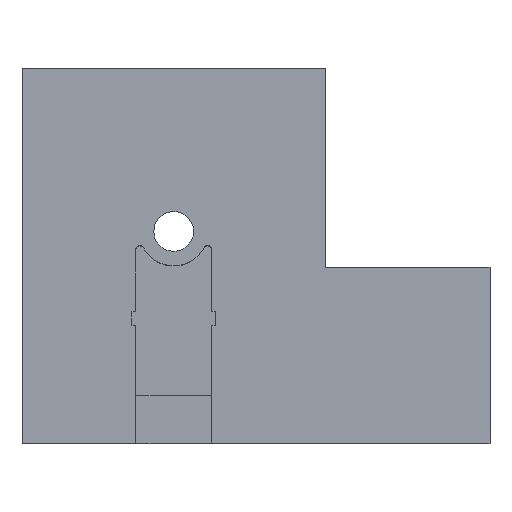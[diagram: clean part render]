
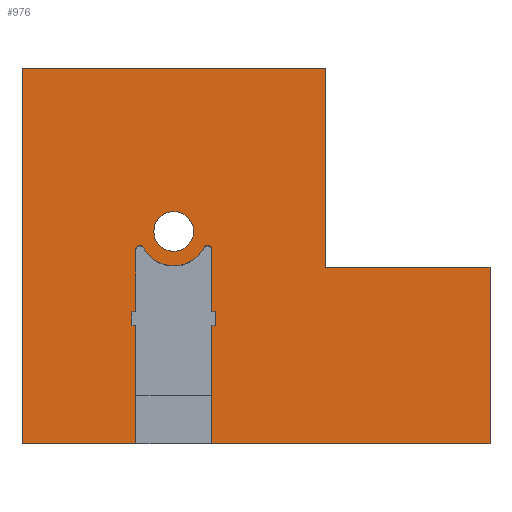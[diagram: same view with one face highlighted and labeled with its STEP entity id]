
A CAD part, top view. The second image highlights one B-rep face of the part: STEP entity #976.
In plain terms, the highlighted planar face has unit normal (0, 0, 1).
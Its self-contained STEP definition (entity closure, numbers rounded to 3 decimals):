
#812=AXIS2_PLACEMENT_3D('Plane Axis2P3D',#809,#810,#811) ;
#884=AXIS2_PLACEMENT_3D('Circle Axis2P3D',#882,#883,$) ;
#891=AXIS2_PLACEMENT_3D('Circle Axis2P3D',#889,#890,$) ;
#898=AXIS2_PLACEMENT_3D('Circle Axis2P3D',#896,#897,$) ;
#960=AXIS2_PLACEMENT_3D('Circle Axis2P3D',#958,#959,$) ;
#969=AXIS2_PLACEMENT_3D('Circle Axis2P3D',#967,#968,$) ;
#36=CARTESIAN_POINT('Line Origine',(4.29,0.,14.9)) ;
#40=CARTESIAN_POINT('Vertex',(8.58,0.,14.9)) ;
#42=CARTESIAN_POINT('Vertex',(0.,0.,14.9)) ;
#63=CARTESIAN_POINT('Vertex',(35.26,0.,14.9)) ;
#66=CARTESIAN_POINT('Line Origine',(24.77,0.,14.9)) ;
#70=CARTESIAN_POINT('Vertex',(14.28,0.,14.9)) ;
#809=CARTESIAN_POINT('Axis2P3D Location',(0.,28.3,14.9)) ;
#814=CARTESIAN_POINT('Line Origine',(35.26,6.65,14.9)) ;
#818=CARTESIAN_POINT('Vertex',(35.26,13.3,14.9)) ;
#821=CARTESIAN_POINT('Line Origine',(29.06,13.3,14.9)) ;
#825=CARTESIAN_POINT('Vertex',(22.86,13.3,14.9)) ;
#828=CARTESIAN_POINT('Line Origine',(22.86,20.8,14.9)) ;
#832=CARTESIAN_POINT('Vertex',(22.86,28.3,14.9)) ;
#835=CARTESIAN_POINT('Line Origine',(11.43,28.3,14.9)) ;
#839=CARTESIAN_POINT('Vertex',(0.,28.3,14.9)) ;
#842=CARTESIAN_POINT('Line Origine',(0.,14.15,14.9)) ;
#847=CARTESIAN_POINT('Line Origine',(8.58,4.45,14.9)) ;
#851=CARTESIAN_POINT('Vertex',(8.58,8.9,14.9)) ;
#854=CARTESIAN_POINT('Line Origine',(8.43,8.9,14.9)) ;
#858=CARTESIAN_POINT('Vertex',(8.28,8.9,14.9)) ;
#861=CARTESIAN_POINT('Line Origine',(8.28,9.425,14.9)) ;
#865=CARTESIAN_POINT('Vertex',(8.28,9.95,14.9)) ;
#868=CARTESIAN_POINT('Line Origine',(8.43,9.95,14.9)) ;
#872=CARTESIAN_POINT('Vertex',(8.58,9.95,14.9)) ;
#875=CARTESIAN_POINT('Line Origine',(8.58,12.284,14.9)) ;
#879=CARTESIAN_POINT('Vertex',(8.58,14.619,14.9)) ;
#882=CARTESIAN_POINT('Axis2P3D Location',(8.88,14.619,14.9)) ;
#886=CARTESIAN_POINT('Vertex',(9.144,14.762,14.9)) ;
#889=CARTESIAN_POINT('Axis2P3D Location',(11.43,16.,14.9)) ;
#893=CARTESIAN_POINT('Vertex',(13.716,14.762,14.9)) ;
#896=CARTESIAN_POINT('Axis2P3D Location',(13.98,14.619,14.9)) ;
#900=CARTESIAN_POINT('Vertex',(14.28,14.619,14.9)) ;
#903=CARTESIAN_POINT('Line Origine',(14.28,12.284,14.9)) ;
#907=CARTESIAN_POINT('Vertex',(14.28,9.95,14.9)) ;
#910=CARTESIAN_POINT('Line Origine',(14.43,9.95,14.9)) ;
#914=CARTESIAN_POINT('Vertex',(14.58,9.95,14.9)) ;
#917=CARTESIAN_POINT('Line Origine',(14.58,9.425,14.9)) ;
#921=CARTESIAN_POINT('Vertex',(14.58,8.9,14.9)) ;
#924=CARTESIAN_POINT('Line Origine',(14.43,8.9,14.9)) ;
#928=CARTESIAN_POINT('Vertex',(14.28,8.9,14.9)) ;
#931=CARTESIAN_POINT('Line Origine',(14.28,4.45,14.9)) ;
#958=CARTESIAN_POINT('Axis2P3D Location',(11.43,16.,14.9)) ;
#962=CARTESIAN_POINT('Vertex',(12.93,16.,14.9)) ;
#964=CARTESIAN_POINT('Vertex',(9.93,16.,14.9)) ;
#967=CARTESIAN_POINT('Axis2P3D Location',(11.43,16.,14.9)) ;
#37=DIRECTION('Vector Direction',(-1.,0.,0.)) ;
#67=DIRECTION('Vector Direction',(-1.,0.,0.)) ;
#810=DIRECTION('Axis2P3D Direction',(-0.,0.,1.)) ;
#811=DIRECTION('Axis2P3D XDirection',(0.,-1.,0.)) ;
#815=DIRECTION('Vector Direction',(0.,1.,0.)) ;
#822=DIRECTION('Vector Direction',(-1.,0.,0.)) ;
#829=DIRECTION('Vector Direction',(0.,-1.,0.)) ;
#836=DIRECTION('Vector Direction',(1.,0.,0.)) ;
#843=DIRECTION('Vector Direction',(0.,-1.,0.)) ;
#848=DIRECTION('Vector Direction',(0.,-1.,0.)) ;
#855=DIRECTION('Vector Direction',(1.,0.,0.)) ;
#862=DIRECTION('Vector Direction',(0.,-1.,0.)) ;
#869=DIRECTION('Vector Direction',(-1.,0.,0.)) ;
#876=DIRECTION('Vector Direction',(0.,-1.,0.)) ;
#883=DIRECTION('Axis2P3D Direction',(-0.,0.,1.)) ;
#890=DIRECTION('Axis2P3D Direction',(-0.,0.,1.)) ;
#897=DIRECTION('Axis2P3D Direction',(-0.,0.,1.)) ;
#904=DIRECTION('Vector Direction',(0.,1.,0.)) ;
#911=DIRECTION('Vector Direction',(-1.,0.,0.)) ;
#918=DIRECTION('Vector Direction',(0.,1.,0.)) ;
#925=DIRECTION('Vector Direction',(1.,0.,0.)) ;
#932=DIRECTION('Vector Direction',(0.,1.,0.)) ;
#959=DIRECTION('Axis2P3D Direction',(-0.,0.,1.)) ;
#968=DIRECTION('Axis2P3D Direction',(-0.,0.,1.)) ;
#38=VECTOR('Line Direction',#37,1.) ;
#68=VECTOR('Line Direction',#67,1.) ;
#816=VECTOR('Line Direction',#815,1.) ;
#823=VECTOR('Line Direction',#822,1.) ;
#830=VECTOR('Line Direction',#829,1.) ;
#837=VECTOR('Line Direction',#836,1.) ;
#844=VECTOR('Line Direction',#843,1.) ;
#849=VECTOR('Line Direction',#848,1.) ;
#856=VECTOR('Line Direction',#855,1.) ;
#863=VECTOR('Line Direction',#862,1.) ;
#870=VECTOR('Line Direction',#869,1.) ;
#877=VECTOR('Line Direction',#876,1.) ;
#905=VECTOR('Line Direction',#904,1.) ;
#912=VECTOR('Line Direction',#911,1.) ;
#919=VECTOR('Line Direction',#918,1.) ;
#926=VECTOR('Line Direction',#925,1.) ;
#933=VECTOR('Line Direction',#932,1.) ;
#937=ORIENTED_EDGE('',*,*,#72,.F.) ;
#938=ORIENTED_EDGE('',*,*,#820,.T.) ;
#939=ORIENTED_EDGE('',*,*,#827,.T.) ;
#940=ORIENTED_EDGE('',*,*,#834,.T.) ;
#941=ORIENTED_EDGE('',*,*,#841,.F.) ;
#942=ORIENTED_EDGE('',*,*,#846,.F.) ;
#943=ORIENTED_EDGE('',*,*,#44,.F.) ;
#944=ORIENTED_EDGE('',*,*,#853,.F.) ;
#945=ORIENTED_EDGE('',*,*,#860,.F.) ;
#946=ORIENTED_EDGE('',*,*,#867,.F.) ;
#947=ORIENTED_EDGE('',*,*,#874,.F.) ;
#948=ORIENTED_EDGE('',*,*,#881,.F.) ;
#949=ORIENTED_EDGE('',*,*,#888,.F.) ;
#950=ORIENTED_EDGE('',*,*,#895,.F.) ;
#951=ORIENTED_EDGE('',*,*,#902,.F.) ;
#952=ORIENTED_EDGE('',*,*,#909,.F.) ;
#953=ORIENTED_EDGE('',*,*,#916,.F.) ;
#954=ORIENTED_EDGE('',*,*,#923,.F.) ;
#955=ORIENTED_EDGE('',*,*,#930,.F.) ;
#956=ORIENTED_EDGE('',*,*,#935,.F.) ;
#973=ORIENTED_EDGE('',*,*,#966,.F.) ;
#974=ORIENTED_EDGE('',*,*,#971,.F.) ;
#975=FACE_BOUND('',#972,.T.) ;
#976=ADVANCED_FACE('HOUSING',(#957,#975),#813,.T.) ;
#885=CIRCLE('generated circle',#884,0.3) ;
#892=CIRCLE('generated circle',#891,2.6) ;
#899=CIRCLE('generated circle',#898,0.3) ;
#961=CIRCLE('generated circle',#960,1.5) ;
#970=CIRCLE('generated circle',#969,1.5) ;
#44=EDGE_CURVE('',#41,#43,#39,.T.) ;
#72=EDGE_CURVE('',#64,#71,#69,.T.) ;
#820=EDGE_CURVE('',#64,#819,#817,.T.) ;
#827=EDGE_CURVE('',#819,#826,#824,.T.) ;
#834=EDGE_CURVE('',#826,#833,#831,.F.) ;
#841=EDGE_CURVE('',#840,#833,#838,.T.) ;
#846=EDGE_CURVE('',#43,#840,#845,.F.) ;
#853=EDGE_CURVE('',#852,#41,#850,.T.) ;
#860=EDGE_CURVE('',#859,#852,#857,.T.) ;
#867=EDGE_CURVE('',#866,#859,#864,.T.) ;
#874=EDGE_CURVE('',#873,#866,#871,.T.) ;
#881=EDGE_CURVE('',#880,#873,#878,.T.) ;
#888=EDGE_CURVE('',#887,#880,#885,.T.) ;
#895=EDGE_CURVE('',#894,#887,#892,.F.) ;
#902=EDGE_CURVE('',#901,#894,#899,.T.) ;
#909=EDGE_CURVE('',#908,#901,#906,.T.) ;
#916=EDGE_CURVE('',#915,#908,#913,.T.) ;
#923=EDGE_CURVE('',#922,#915,#920,.T.) ;
#930=EDGE_CURVE('',#929,#922,#927,.T.) ;
#935=EDGE_CURVE('',#71,#929,#934,.T.) ;
#966=EDGE_CURVE('',#963,#965,#961,.T.) ;
#971=EDGE_CURVE('',#965,#963,#970,.T.) ;
#936=EDGE_LOOP('',(#937,#938,#939,#940,#941,#942,#943,#944,#945,#946,#947,#948,#949,#950,#951,#952,#953,#954,#955,#956)) ;
#972=EDGE_LOOP('',(#973,#974)) ;
#957=FACE_OUTER_BOUND('',#936,.T.) ;
#39=LINE('Line',#36,#38) ;
#69=LINE('Line',#66,#68) ;
#817=LINE('Line',#814,#816) ;
#824=LINE('Line',#821,#823) ;
#831=LINE('Line',#828,#830) ;
#838=LINE('Line',#835,#837) ;
#845=LINE('Line',#842,#844) ;
#850=LINE('Line',#847,#849) ;
#857=LINE('Line',#854,#856) ;
#864=LINE('Line',#861,#863) ;
#871=LINE('Line',#868,#870) ;
#878=LINE('Line',#875,#877) ;
#906=LINE('Line',#903,#905) ;
#913=LINE('Line',#910,#912) ;
#920=LINE('Line',#917,#919) ;
#927=LINE('Line',#924,#926) ;
#934=LINE('Line',#931,#933) ;
#813=PLANE('',#812) ;
#41=VERTEX_POINT('',#40) ;
#43=VERTEX_POINT('',#42) ;
#64=VERTEX_POINT('',#63) ;
#71=VERTEX_POINT('',#70) ;
#819=VERTEX_POINT('',#818) ;
#826=VERTEX_POINT('',#825) ;
#833=VERTEX_POINT('',#832) ;
#840=VERTEX_POINT('',#839) ;
#852=VERTEX_POINT('',#851) ;
#859=VERTEX_POINT('',#858) ;
#866=VERTEX_POINT('',#865) ;
#873=VERTEX_POINT('',#872) ;
#880=VERTEX_POINT('',#879) ;
#887=VERTEX_POINT('',#886) ;
#894=VERTEX_POINT('',#893) ;
#901=VERTEX_POINT('',#900) ;
#908=VERTEX_POINT('',#907) ;
#915=VERTEX_POINT('',#914) ;
#922=VERTEX_POINT('',#921) ;
#929=VERTEX_POINT('',#928) ;
#963=VERTEX_POINT('',#962) ;
#965=VERTEX_POINT('',#964) ;
